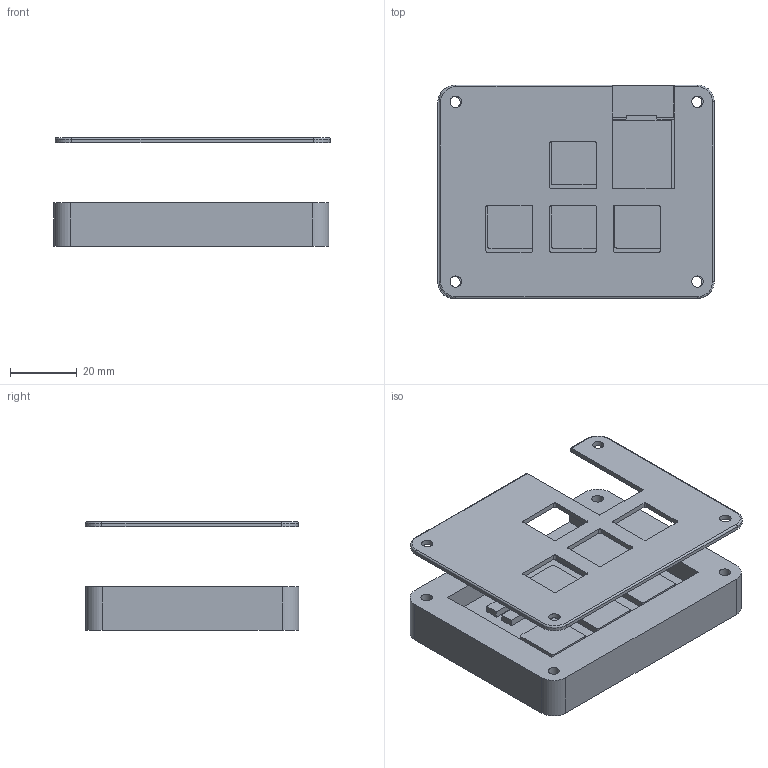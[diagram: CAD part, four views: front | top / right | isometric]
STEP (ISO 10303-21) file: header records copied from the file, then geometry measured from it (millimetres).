
FILE_DESCRIPTION(/* description */ (''),/* implementation_level */ '2;1');
FILE_NAME(/* name */ 'Macropad Assembly Demo.step',/* time_stamp */ '2026-01-25T14:12:16-05:00',/* author */ (''),/* organization */ (''),/* preprocessor_version */ 'ST-DEVELOPER v20.1',/* originating_system */ 'Autodesk Translation Framework v14.24.0.0',/* authorisation */ '');
FILE_SCHEMA (('AUTOMOTIVE_DESIGN { 1 0 10303 214 3 1 1 }'));
Length unit declared in the file: millimetre
Products named in the file (4): 2026-01-25-13-42-32-465; 2026-01-25-11-40-16-790; 2026-01-25-12-46-53-836; 2026-01-25-13-49-41-616
Assembly tree (3 placements, depth 2):
  2026-01-25-13-42-32-465
    2026-01-25-11-40-16-790
    2026-01-25-12-46-53-836
    2026-01-25-13-49-41-616
Bounding box: 82.65 x 63.89 x 32.48 mm (x, y, z)
Volume: 54649.8 mm3; surface area: 33177.7 mm2
Topology: 8 solids, 8 shells, 552 faces, 1504 edges, 1000 vertices
Faces by surface type: bspline 238, plane 237, cylinder 73, torus 4
Full cylindrical faces by diameter (mm): 3.4 x8, 6 x4
Entity records: 19750 total; most frequent: CARTESIAN_POINT 7109, ORIENTED_EDGE 3008, DIRECTION 1820, EDGE_CURVE 1504, VERTEX_POINT 1000, LINE 878, VECTOR 878, EDGE_LOOP 616
